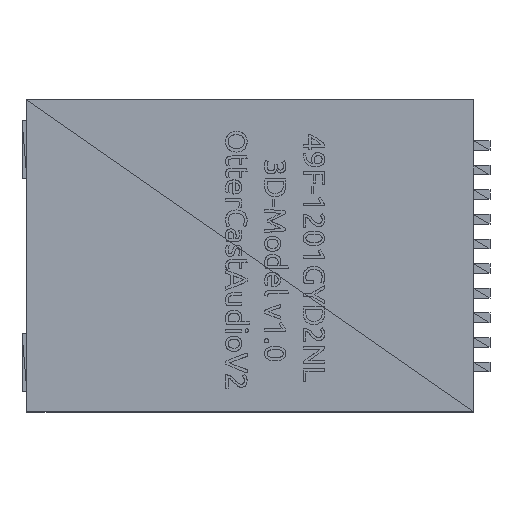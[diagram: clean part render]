
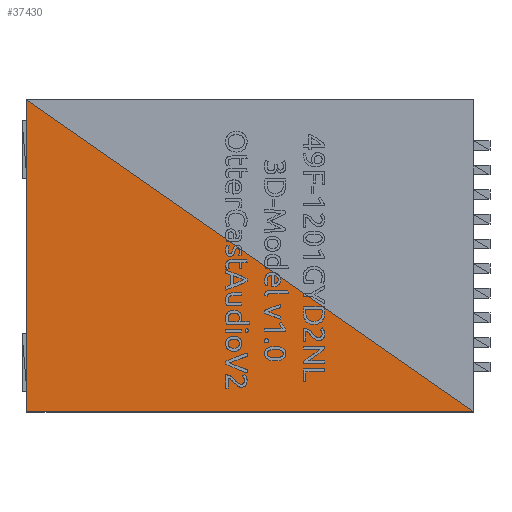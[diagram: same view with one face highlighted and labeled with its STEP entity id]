
A CAD part, top view. The second image highlights one B-rep face of the part: STEP entity #37430.
In plain terms, the highlighted planar face has unit normal (0, 0, 1).
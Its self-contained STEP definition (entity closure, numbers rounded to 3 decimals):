
#32999 = VERTEX_POINT('',#33000);
#33000 = CARTESIAN_POINT('',(-6.25,-8.04,13.65));
#33177 = VERTEX_POINT('',#33178);
#33178 = CARTESIAN_POINT('',(-6.25,8.04,13.65));
#37231 = VERTEX_POINT('',#37232);
#37232 = CARTESIAN_POINT('',(16.8,-8.04,
    13.65));
#37413 = EDGE_CURVE('',#33177,#37231,#37414,.T.);
#37414 = LINE('',#37415,#37416);
#37415 = CARTESIAN_POINT('',(-6.25,8.04,13.65));
#37416 = VECTOR('',#37417,1.);
#37417 = DIRECTION('',(0.82,-0.572,0.));
#37430 = ADVANCED_FACE('',(#37431),#37446,.T.);
#37431 = FACE_BOUND('',#37432,.T.);
#37432 = EDGE_LOOP('',(#37433,#37434,#37440));
#37433 = ORIENTED_EDGE('',*,*,#37413,.F.);
#37434 = ORIENTED_EDGE('',*,*,#37435,.T.);
#37435 = EDGE_CURVE('',#33177,#32999,#37436,.T.);
#37436 = LINE('',#37437,#37438);
#37437 = CARTESIAN_POINT('',(-6.25,8.04,13.65));
#37438 = VECTOR('',#37439,1.);
#37439 = DIRECTION('',(0.,-1.,0.));
#37440 = ORIENTED_EDGE('',*,*,#37441,.T.);
#37441 = EDGE_CURVE('',#32999,#37231,#37442,.T.);
#37442 = LINE('',#37443,#37444);
#37443 = CARTESIAN_POINT('',(-6.25,-8.04,13.65));
#37444 = VECTOR('',#37445,1.);
#37445 = DIRECTION('',(1.,0.,0.));
#37446 = PLANE('',#37447);
#37447 = AXIS2_PLACEMENT_3D('',#37448,#37449,#37450);
#37448 = CARTESIAN_POINT('',(2.519,-2.756,
    13.65));
#37449 = DIRECTION('',(0.,0.,1.));
#37450 = DIRECTION('',(1.,0.,0.));
